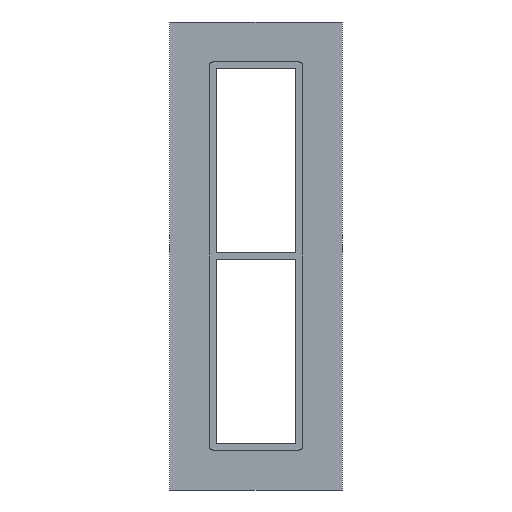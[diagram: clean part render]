
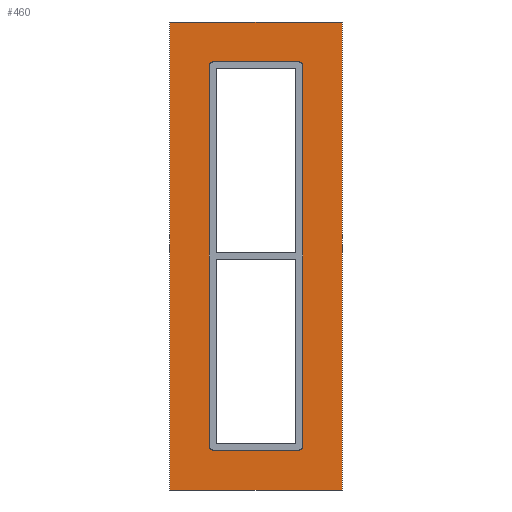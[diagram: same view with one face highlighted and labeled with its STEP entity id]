
A CAD part, front view. The second image highlights one B-rep face of the part: STEP entity #460.
In plain terms, the highlighted planar face has unit normal (0, -1, 0).
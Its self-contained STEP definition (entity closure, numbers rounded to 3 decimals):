
#351=CARTESIAN_POINT('',(0.0,0.0,0.0));
#352=DIRECTION('',(0.0,1.0,0.0));
#353=DIRECTION('',(0.0,0.0,1.0));
#354=AXIS2_PLACEMENT_3D('',#351,#352,#353);
#355=PLANE('',#354);
#356=CARTESIAN_POINT('',(130.25,0.0,-353.));
#357=VERTEX_POINT('',#356);
#358=CARTESIAN_POINT('',(-130.25,0.0,-353.));
#359=VERTEX_POINT('',#358);
#360=CARTESIAN_POINT('',(130.25,0.0,-353.));
#361=DIRECTION('',(-1.0,0.0,0.0));
#362=VECTOR('',#361,260.5);
#363=LINE('',#360,#362);
#364=EDGE_CURVE('',#357,#359,#363,.T.);
#365=ORIENTED_EDGE('',*,*,#364,.F.);
#366=CARTESIAN_POINT('',(130.25,0.0,353.));
#367=VERTEX_POINT('',#366);
#368=CARTESIAN_POINT('',(130.25,0.0,353.));
#369=DIRECTION('',(0.0,0.0,-1.0));
#370=VECTOR('',#369,706.);
#371=LINE('',#368,#370);
#372=EDGE_CURVE('',#367,#357,#371,.T.);
#373=ORIENTED_EDGE('',*,*,#372,.F.);
#374=CARTESIAN_POINT('',(-130.25,0.0,353.));
#375=VERTEX_POINT('',#374);
#376=CARTESIAN_POINT('',(-130.25,0.0,353.));
#377=DIRECTION('',(1.0,0.0,0.0));
#378=VECTOR('',#377,260.5);
#379=LINE('',#376,#378);
#380=EDGE_CURVE('',#375,#367,#379,.T.);
#381=ORIENTED_EDGE('',*,*,#380,.F.);
#382=CARTESIAN_POINT('',(-130.25,0.0,-353.));
#383=DIRECTION('',(0.0,0.0,1.0));
#384=VECTOR('',#383,706.);
#385=LINE('',#382,#384);
#386=EDGE_CURVE('',#359,#375,#385,.T.);
#387=ORIENTED_EDGE('',*,*,#386,.F.);
#388=EDGE_LOOP('',(#365,#373,#381,#387));
#389=FACE_OUTER_BOUND('',#388,.T.);
#390=CARTESIAN_POINT('',(70.25,0.0,287.0));
#391=VERTEX_POINT('',#390);
#392=CARTESIAN_POINT('',(64.25,0.0,293.0));
#393=VERTEX_POINT('',#392);
#394=CARTESIAN_POINT('',(64.25,0.0,287.0));
#395=DIRECTION('',(0.0,-1.0,0.0));
#396=DIRECTION('',(0.0,0.0,1.0));
#397=AXIS2_PLACEMENT_3D('',#394,#395,#396);
#398=CIRCLE('',#397,6.);
#399=EDGE_CURVE('',#391,#393,#398,.T.);
#400=ORIENTED_EDGE('',*,*,#399,.F.);
#401=CARTESIAN_POINT('',(70.25,0.0,-287.0));
#402=VERTEX_POINT('',#401);
#403=CARTESIAN_POINT('',(70.25,0.0,-287.0));
#404=DIRECTION('',(0.0,0.0,1.0));
#405=VECTOR('',#404,574.0);
#406=LINE('',#403,#405);
#407=EDGE_CURVE('',#402,#391,#406,.T.);
#408=ORIENTED_EDGE('',*,*,#407,.F.);
#409=CARTESIAN_POINT('',(64.25,0.0,-293.0));
#410=VERTEX_POINT('',#409);
#411=CARTESIAN_POINT('',(64.25,0.0,-287.0));
#412=DIRECTION('',(0.0,-1.0,0.0));
#413=DIRECTION('',(1.0,0.0,0.0));
#414=AXIS2_PLACEMENT_3D('',#411,#412,#413);
#415=CIRCLE('',#414,6.);
#416=EDGE_CURVE('',#410,#402,#415,.T.);
#417=ORIENTED_EDGE('',*,*,#416,.F.);
#418=CARTESIAN_POINT('',(-64.25,0.0,-293.0));
#419=VERTEX_POINT('',#418);
#420=CARTESIAN_POINT('',(-64.25,0.0,-293.0));
#421=DIRECTION('',(1.0,0.0,0.0));
#422=VECTOR('',#421,128.5);
#423=LINE('',#420,#422);
#424=EDGE_CURVE('',#419,#410,#423,.T.);
#425=ORIENTED_EDGE('',*,*,#424,.F.);
#426=CARTESIAN_POINT('',(-70.25,0.0,-287.0));
#427=VERTEX_POINT('',#426);
#428=CARTESIAN_POINT('',(-64.25,0.0,-287.0));
#429=DIRECTION('',(0.0,-1.0,0.0));
#430=DIRECTION('',(0.0,0.0,-1.0));
#431=AXIS2_PLACEMENT_3D('',#428,#429,#430);
#432=CIRCLE('',#431,6.);
#433=EDGE_CURVE('',#427,#419,#432,.T.);
#434=ORIENTED_EDGE('',*,*,#433,.F.);
#435=CARTESIAN_POINT('',(-70.25,0.0,287.0));
#436=VERTEX_POINT('',#435);
#437=CARTESIAN_POINT('',(-70.25,0.0,287.0));
#438=DIRECTION('',(0.0,0.0,-1.0));
#439=VECTOR('',#438,574.0);
#440=LINE('',#437,#439);
#441=EDGE_CURVE('',#436,#427,#440,.T.);
#442=ORIENTED_EDGE('',*,*,#441,.F.);
#443=CARTESIAN_POINT('',(-64.25,0.0,293.0));
#444=VERTEX_POINT('',#443);
#445=CARTESIAN_POINT('',(-64.25,0.0,287.0));
#446=DIRECTION('',(0.0,-1.0,0.0));
#447=DIRECTION('',(-1.0,0.0,0.0));
#448=AXIS2_PLACEMENT_3D('',#445,#446,#447);
#449=CIRCLE('',#448,6.);
#450=EDGE_CURVE('',#444,#436,#449,.T.);
#451=ORIENTED_EDGE('',*,*,#450,.F.);
#452=CARTESIAN_POINT('',(64.25,0.0,293.0));
#453=DIRECTION('',(-1.0,0.0,0.0));
#454=VECTOR('',#453,128.5);
#455=LINE('',#452,#454);
#456=EDGE_CURVE('',#393,#444,#455,.T.);
#457=ORIENTED_EDGE('',*,*,#456,.F.);
#458=EDGE_LOOP('',(#400,#408,#417,#425,#434,#442,#451,#457));
#459=FACE_BOUND('',#458,.T.);
#460=ADVANCED_FACE('',(#389,#459),#355,.F.);
